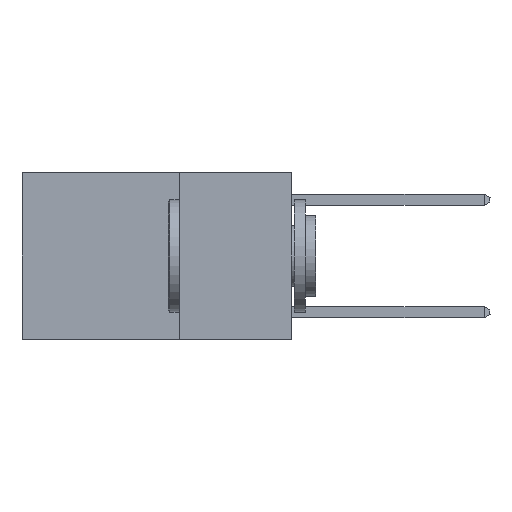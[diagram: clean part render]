
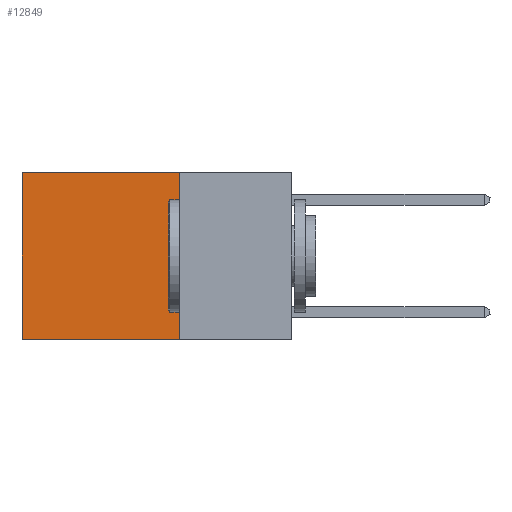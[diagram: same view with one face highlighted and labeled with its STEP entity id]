
A CAD part, left-side view. The second image highlights one B-rep face of the part: STEP entity #12849.
In plain terms, the highlighted planar face has unit normal (-1, 0, 0).
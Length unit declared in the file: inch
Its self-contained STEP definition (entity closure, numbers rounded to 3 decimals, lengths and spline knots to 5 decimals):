
#184 = CARTESIAN_POINT ( 'NONE',  ( 0.2625, 0.6, 0. ) ) ;
#380 = AXIS2_PLACEMENT_3D ( 'NONE', #2160, #7610, #7444 ) ;
#474 = EDGE_CURVE ( 'NONE', #11757, #10876, #13227, .T. ) ;
#1107 = DIRECTION ( 'NONE',  ( 0., 0., -1. ) ) ;
#1431 = DIRECTION ( 'NONE',  ( 0., 0., -1. ) ) ;
#2160 = CARTESIAN_POINT ( 'NONE',  ( 0.2625, 0.25, 0. ) ) ;
#2272 = VERTEX_POINT ( 'NONE', #3060 ) ;
#2287 = EDGE_CURVE ( 'NONE', #15976, #2272, #2819, .T. ) ;
#2819 = LINE ( 'NONE', #7039, #13297 ) ;
#3045 = ORIENTED_EDGE ( 'NONE', *, *, #6600, .F. ) ;
#3060 = CARTESIAN_POINT ( 'NONE',  ( 0.2625, 0.6, -0.37 ) ) ;
#3932 = VECTOR ( 'NONE', #1107, 39.37008 ) ;
#4059 = CARTESIAN_POINT ( 'NONE',  ( 0.2625, 0.25, 0. ) ) ;
#4498 = VECTOR ( 'NONE', #10222, 39.37008 ) ;
#4714 = LINE ( 'NONE', #10122, #7689 ) ;
#6202 = CARTESIAN_POINT ( 'NONE',  ( 0.2625, 0.25, -0.37 ) ) ;
#6600 = EDGE_CURVE ( 'NONE', #10876, #2272, #8771, .T. ) ;
#7039 = CARTESIAN_POINT ( 'NONE',  ( 0.2625, 0.6, 0. ) ) ;
#7285 = DIRECTION ( 'NONE',  ( 0., 1., 0. ) ) ;
#7444 = DIRECTION ( 'NONE',  ( 0., 0., -1. ) ) ;
#7610 = DIRECTION ( 'NONE',  ( 1., 0., 0. ) ) ;
#7689 = VECTOR ( 'NONE', #7285, 39.37008 ) ;
#8610 = CARTESIAN_POINT ( 'NONE',  ( 0.2625, 0.25, -0.37 ) ) ;
#8771 = LINE ( 'NONE', #6202, #4498 ) ;
#10122 = CARTESIAN_POINT ( 'NONE',  ( 0.2625, 0.25, 0. ) ) ;
#10222 = DIRECTION ( 'NONE',  ( 0., 1., 0. ) ) ;
#10645 = ORIENTED_EDGE ( 'NONE', *, *, #474, .F. ) ;
#10876 = VERTEX_POINT ( 'NONE', #8610 ) ;
#11757 = VERTEX_POINT ( 'NONE', #4059 ) ;
#12842 = EDGE_LOOP ( 'NONE', ( #13606, #3045, #10645, #15621 ) ) ;
#12849 = ADVANCED_FACE ( 'NONE', ( #14031 ), #16733, .F. ) ;
#13227 = LINE ( 'NONE', #15675, #3932 ) ;
#13297 = VECTOR ( 'NONE', #1431, 39.37008 ) ;
#13606 = ORIENTED_EDGE ( 'NONE', *, *, #2287, .T. ) ;
#14031 = FACE_OUTER_BOUND ( 'NONE', #12842, .T. ) ;
#15009 = EDGE_CURVE ( 'NONE', #11757, #15976, #4714, .T. ) ;
#15621 = ORIENTED_EDGE ( 'NONE', *, *, #15009, .T. ) ;
#15675 = CARTESIAN_POINT ( 'NONE',  ( 0.2625, 0.25, 0. ) ) ;
#15976 = VERTEX_POINT ( 'NONE', #184 ) ;
#16733 = PLANE ( 'NONE',  #380 ) ;
